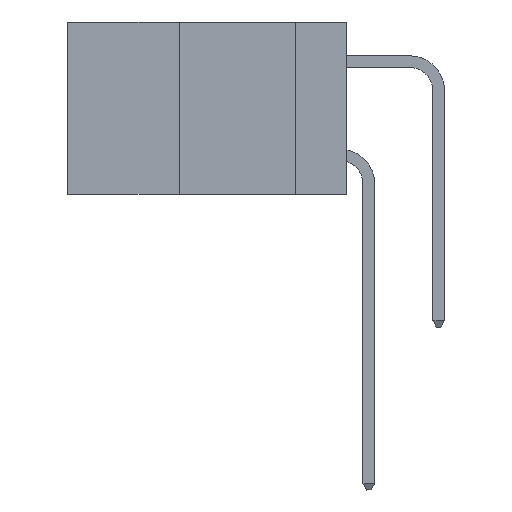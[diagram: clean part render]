
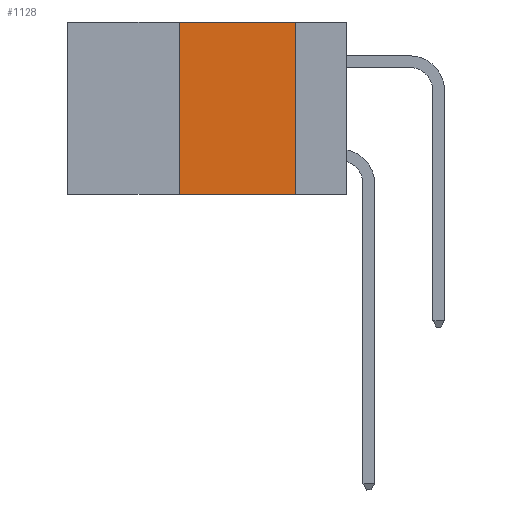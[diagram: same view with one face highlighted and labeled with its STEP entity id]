
A CAD part, left-side view. The second image highlights one B-rep face of the part: STEP entity #1128.
In plain terms, the highlighted planar face has unit normal (-1, 0, 0).
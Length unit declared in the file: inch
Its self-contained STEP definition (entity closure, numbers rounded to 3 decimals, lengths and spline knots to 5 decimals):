
#748 = LINE ( 'NONE', #4437, #11386 ) ;
#1128 = ADVANCED_FACE ( 'NONE', ( #8180 ), #2179, .F. ) ;
#1233 = AXIS2_PLACEMENT_3D ( 'NONE', #6009, #12089, #3424 ) ;
#1515 = CARTESIAN_POINT ( 'NONE',  ( 0., 0.6, 0. ) ) ;
#2142 = CARTESIAN_POINT ( 'NONE',  ( 0., 0.36, 0. ) ) ;
#2179 = PLANE ( 'NONE',  #1233 ) ;
#2437 = LINE ( 'NONE', #1515, #11217 ) ;
#2665 = DIRECTION ( 'NONE',  ( 0., 0., -1. ) ) ;
#2742 = ORIENTED_EDGE ( 'NONE', *, *, #7279, .F. ) ;
#2952 = ORIENTED_EDGE ( 'NONE', *, *, #12186, .F. ) ;
#3424 = DIRECTION ( 'NONE',  ( 0., 0., -1. ) ) ;
#4237 = VERTEX_POINT ( 'NONE', #7947 ) ;
#4332 = ORIENTED_EDGE ( 'NONE', *, *, #10755, .F. ) ;
#4377 = DIRECTION ( 'NONE',  ( 0., -1., 0. ) ) ;
#4407 = VERTEX_POINT ( 'NONE', #5619 ) ;
#4437 = CARTESIAN_POINT ( 'NONE',  ( 0., 0.6, -0.37 ) ) ;
#4621 = EDGE_LOOP ( 'NONE', ( #4332, #2952, #2742, #9860 ) ) ;
#5331 = DIRECTION ( 'NONE',  ( 0., -1., 0. ) ) ;
#5619 = CARTESIAN_POINT ( 'NONE',  ( 0., 0.36, -0.37 ) ) ;
#5680 = LINE ( 'NONE', #6428, #10579 ) ;
#6009 = CARTESIAN_POINT ( 'NONE',  ( 0., 0.6, 0. ) ) ;
#6364 = CARTESIAN_POINT ( 'NONE',  ( 0., 0.11, 0. ) ) ;
#6428 = CARTESIAN_POINT ( 'NONE',  ( 0., 0.11, 0. ) ) ;
#6620 = DIRECTION ( 'NONE',  ( 0., 0., 1. ) ) ;
#7060 = VERTEX_POINT ( 'NONE', #6364 ) ;
#7130 = VECTOR ( 'NONE', #6620, 39.37008 ) ;
#7279 = EDGE_CURVE ( 'NONE', #4407, #7812, #8307, .T. ) ;
#7812 = VERTEX_POINT ( 'NONE', #2142 ) ;
#7947 = CARTESIAN_POINT ( 'NONE',  ( 0., 0.11, -0.37 ) ) ;
#8180 = FACE_OUTER_BOUND ( 'NONE', #4621, .T. ) ;
#8307 = LINE ( 'NONE', #11221, #7130 ) ;
#8534 = EDGE_CURVE ( 'NONE', #4407, #4237, #748, .T. ) ;
#9860 = ORIENTED_EDGE ( 'NONE', *, *, #8534, .T. ) ;
#10579 = VECTOR ( 'NONE', #2665, 39.37008 ) ;
#10755 = EDGE_CURVE ( 'NONE', #7060, #4237, #5680, .T. ) ;
#11217 = VECTOR ( 'NONE', #5331, 39.37008 ) ;
#11221 = CARTESIAN_POINT ( 'NONE',  ( 0., 0.36, 0. ) ) ;
#11386 = VECTOR ( 'NONE', #4377, 39.37008 ) ;
#12089 = DIRECTION ( 'NONE',  ( 1., 0., 0. ) ) ;
#12186 = EDGE_CURVE ( 'NONE', #7812, #7060, #2437, .T. ) ;
